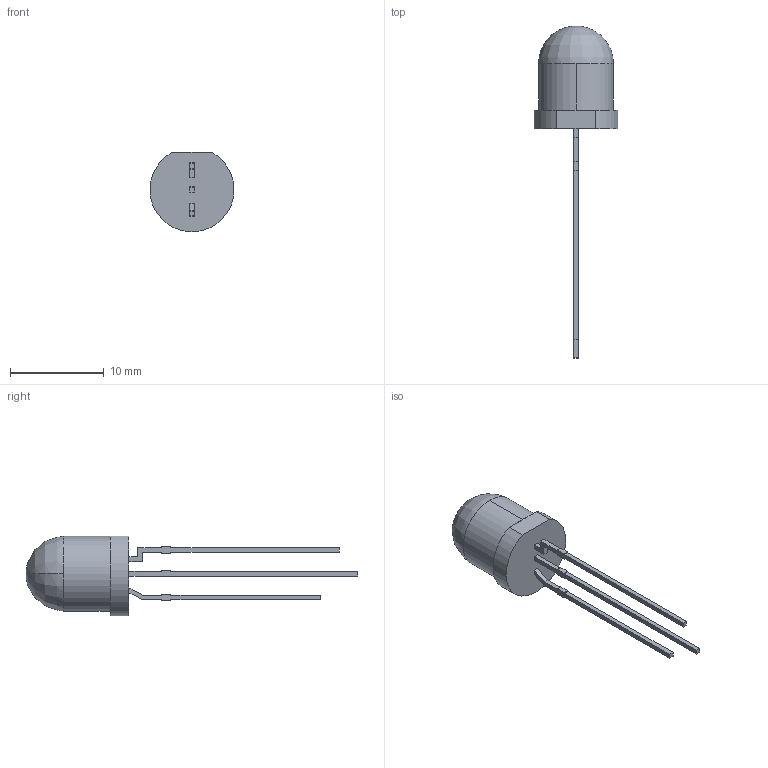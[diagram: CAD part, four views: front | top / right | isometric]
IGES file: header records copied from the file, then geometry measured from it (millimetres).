
Start section: SolidWorks IGES file using analytic representation for surfaces
Global section: file name: 799.IGS; native system: SolidWorks 2008; preprocessor: SolidWorks 2008; author: evant; date: 080827.134040; units: millimetre
Bounding box: 8.98 x 35.5 x 8.5 mm (x, y, z)
Surface area: 495.7 mm2 (no closed solid volume)
Topology: 0 solids, 0 shells, 337 faces, 2993 edges, 3901 vertices
Faces by surface type: bspline 331, revolution 6
